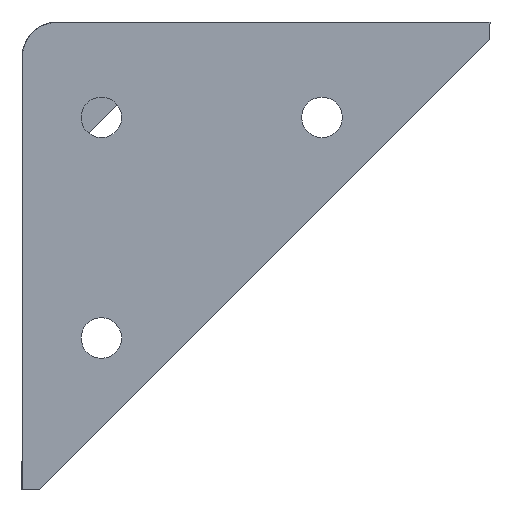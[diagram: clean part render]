
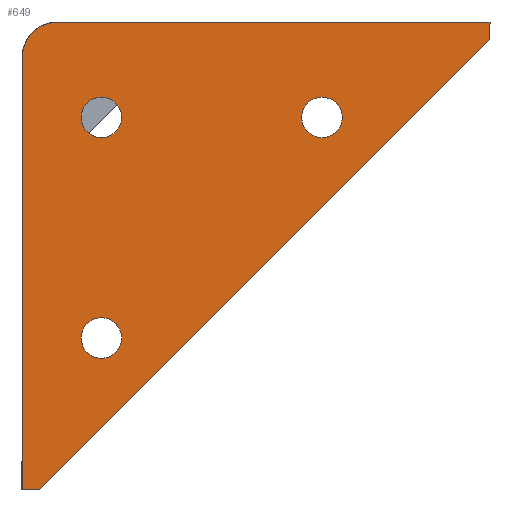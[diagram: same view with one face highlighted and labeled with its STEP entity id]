
A CAD part, top view. The second image highlights one B-rep face of the part: STEP entity #649.
In plain terms, the highlighted face is planar.
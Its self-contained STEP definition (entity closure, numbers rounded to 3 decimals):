
#37=FACE_BOUND('',#137,.T.);
#38=FACE_BOUND('',#138,.T.);
#39=FACE_BOUND('',#139,.T.);
#91=FACE_OUTER_BOUND('',#136,.T.);
#136=EDGE_LOOP('',(#546,#547,#548,#549,#550,#551));
#137=EDGE_LOOP('',(#552));
#138=EDGE_LOOP('',(#553));
#139=EDGE_LOOP('',(#554));
#191=LINE('',#1099,#253);
#194=LINE('',#1105,#256);
#197=LINE('',#1110,#259);
#198=LINE('',#1114,#260);
#199=LINE('',#1115,#261);
#253=VECTOR('',#906,9.);
#256=VECTOR('',#911,9.);
#259=VECTOR('',#916,9.);
#260=VECTOR('',#921,9.);
#261=VECTOR('',#922,9.);
#277=CIRCLE('',#722,3.125);
#279=CIRCLE('',#725,3.125);
#281=CIRCLE('',#728,3.125);
#290=CIRCLE('',#748,5.4);
#313=VERTEX_POINT('',#1044);
#315=VERTEX_POINT('',#1050);
#317=VERTEX_POINT('',#1056);
#331=VERTEX_POINT('',#1096);
#332=VERTEX_POINT('',#1098);
#333=VERTEX_POINT('',#1102);
#334=VERTEX_POINT('',#1104);
#335=VERTEX_POINT('',#1108);
#336=VERTEX_POINT('',#1112);
#379=EDGE_CURVE('',#313,#313,#277,.T.);
#382=EDGE_CURVE('',#315,#315,#279,.T.);
#385=EDGE_CURVE('',#317,#317,#281,.T.);
#404=EDGE_CURVE('',#332,#331,#191,.T.);
#407=EDGE_CURVE('',#334,#333,#194,.T.);
#410=EDGE_CURVE('',#335,#331,#197,.T.);
#411=EDGE_CURVE('',#336,#335,#290,.T.);
#412=EDGE_CURVE('',#334,#336,#198,.T.);
#413=EDGE_CURVE('',#332,#333,#199,.T.);
#546=ORIENTED_EDGE('',*,*,#404,.T.);
#547=ORIENTED_EDGE('',*,*,#410,.F.);
#548=ORIENTED_EDGE('',*,*,#411,.F.);
#549=ORIENTED_EDGE('',*,*,#412,.F.);
#550=ORIENTED_EDGE('',*,*,#407,.T.);
#551=ORIENTED_EDGE('',*,*,#413,.F.);
#552=ORIENTED_EDGE('',*,*,#379,.T.);
#553=ORIENTED_EDGE('',*,*,#382,.T.);
#554=ORIENTED_EDGE('',*,*,#385,.T.);
#612=PLANE('',#747);
#649=ADVANCED_FACE('',(#91,#37,#38,#39),#612,.F.);
#722=AXIS2_PLACEMENT_3D('',#1045,#848,#849);
#725=AXIS2_PLACEMENT_3D('',#1051,#855,#856);
#728=AXIS2_PLACEMENT_3D('',#1057,#862,#863);
#747=AXIS2_PLACEMENT_3D('',#1111,#917,#918);
#748=AXIS2_PLACEMENT_3D('',#1113,#919,#920);
#848=DIRECTION('center_axis',(0.,0.,1.));
#849=DIRECTION('ref_axis',(0.707,-0.707,0.));
#855=DIRECTION('center_axis',(0.,0.,1.));
#856=DIRECTION('ref_axis',(0.707,-0.707,0.));
#862=DIRECTION('center_axis',(0.,0.,1.));
#863=DIRECTION('ref_axis',(0.707,-0.707,0.));
#906=DIRECTION('',(0.707,0.707,0.));
#911=DIRECTION('',(-0.707,0.707,0.));
#916=DIRECTION('',(-0.707,0.707,0.));
#917=DIRECTION('center_axis',(0.,0.,1.));
#918=DIRECTION('ref_axis',(1.,0.,0.));
#919=DIRECTION('center_axis',(0.,0.,1.));
#920=DIRECTION('ref_axis',(1.,0.,0.));
#921=DIRECTION('',(0.707,0.707,0.));
#922=DIRECTION('',(0.,-1.,0.));
#1044=CARTESIAN_POINT('',(-51.114,-29.041,-3.));
#1045=CARTESIAN_POINT('Origin',(-48.904,-31.251,-3.));
#1050=CARTESIAN_POINT('',(-27.072,-5.,-3.));
#1051=CARTESIAN_POINT('Origin',(-24.863,-7.209,-3.));
#1056=CARTESIAN_POINT('',(-51.114,19.042,-3.));
#1057=CARTESIAN_POINT('Origin',(-48.904,16.832,-3.));
#1096=CARTESIAN_POINT('',(-56.841,45.515,-3.));
#1098=CARTESIAN_POINT('',(-58.75,43.606,-3.));
#1099=CARTESIAN_POINT('',(-66.188,36.168,-3.));
#1102=CARTESIAN_POINT('',(-58.75,-54.507,-3.));
#1104=CARTESIAN_POINT('',(-56.841,-56.417,-3.));
#1105=CARTESIAN_POINT('',(-67.142,-46.115,-3.));
#1108=CARTESIAN_POINT('',(-9.693,-1.632,-3.));
#1110=CARTESIAN_POINT('',(-58.75,47.424,-3.));
#1111=CARTESIAN_POINT('Origin',(-43.263,-5.451,-3.));
#1112=CARTESIAN_POINT('',(-9.693,-9.269,-3.));
#1113=CARTESIAN_POINT('Origin',(-13.512,-5.451,-3.));
#1114=CARTESIAN_POINT('',(-5.875,-5.451,-3.));
#1115=CARTESIAN_POINT('',(-58.75,-58.326,-3.));
